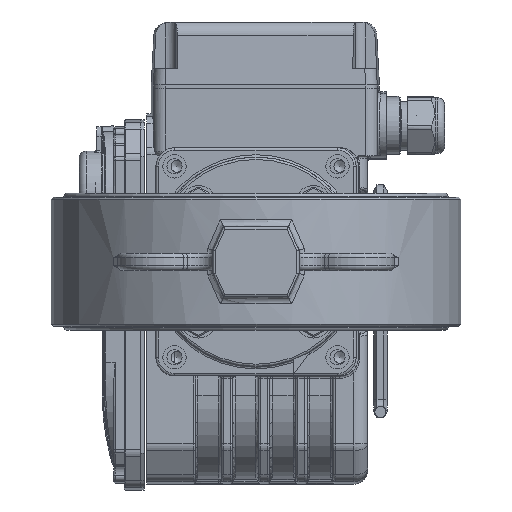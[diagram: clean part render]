
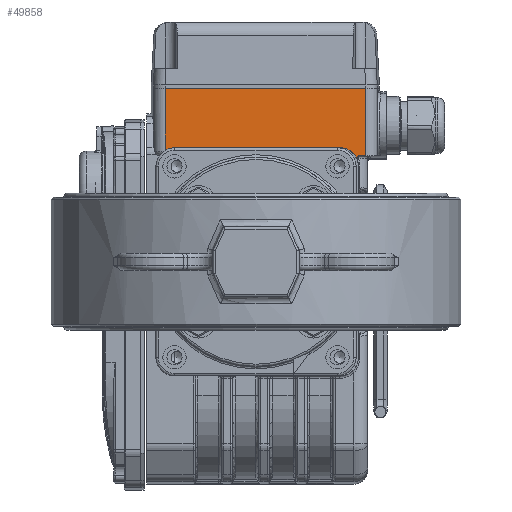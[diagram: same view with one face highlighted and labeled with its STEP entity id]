
A CAD part, front view. The second image highlights one B-rep face of the part: STEP entity #49858.
In plain terms, the highlighted face is planar.
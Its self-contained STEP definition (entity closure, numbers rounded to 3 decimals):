
#2741=CIRCLE('',#53873,1.);
#3147=CIRCLE('',#54633,8.);
#3148=CIRCLE('',#54634,8.);
#5430=LINE('',#84973,#9440);
#5780=LINE('',#86608,#9790);
#5782=LINE('',#86617,#9792);
#5783=LINE('',#86621,#9793);
#5784=LINE('',#86624,#9794);
#5785=LINE('',#86625,#9795);
#9440=VECTOR('',#61317,1000.);
#9790=VECTOR('',#62947,1000.);
#9792=VECTOR('',#62955,1000.);
#9793=VECTOR('',#62958,1000.);
#9794=VECTOR('',#62961,1000.);
#9795=VECTOR('',#62962,1000.);
#17713=ORIENTED_EDGE('',*,*,#29963,.T.);
#17714=ORIENTED_EDGE('',*,*,#29215,.T.);
#17715=ORIENTED_EDGE('',*,*,#29964,.T.);
#17716=ORIENTED_EDGE('',*,*,#29965,.T.);
#17717=ORIENTED_EDGE('',*,*,#29966,.T.);
#17718=ORIENTED_EDGE('',*,*,#29066,.T.);
#17719=ORIENTED_EDGE('',*,*,#29967,.F.);
#17720=ORIENTED_EDGE('',*,*,#29959,.F.);
#17721=ORIENTED_EDGE('',*,*,#29968,.T.);
#29066=EDGE_CURVE('',#35796,#35797,#2741,.T.);
#29215=EDGE_CURVE('',#35894,#35892,#5430,.T.);
#29959=EDGE_CURVE('',#36371,#36372,#5780,.T.);
#29963=EDGE_CURVE('',#36375,#35894,#5782,.T.);
#29964=EDGE_CURVE('',#35892,#36376,#3147,.T.);
#29965=EDGE_CURVE('',#36376,#36377,#5783,.T.);
#29966=EDGE_CURVE('',#36377,#35796,#3148,.T.);
#29967=EDGE_CURVE('',#36372,#35797,#5784,.T.);
#29968=EDGE_CURVE('',#36371,#36375,#5785,.T.);
#35796=VERTEX_POINT('',#84080);
#35797=VERTEX_POINT('',#84081);
#35892=VERTEX_POINT('',#84971);
#35894=VERTEX_POINT('',#84974);
#36371=VERTEX_POINT('',#86609);
#36372=VERTEX_POINT('',#86610);
#36375=VERTEX_POINT('',#86618);
#36376=VERTEX_POINT('',#86620);
#36377=VERTEX_POINT('',#86622);
#41606=EDGE_LOOP('',(#17713,#17714,#17715,#17716,#17717,#17718,#17719,#17720,
#17721));
#45146=FACE_BOUND('',#41606,.T.);
#47859=PLANE('',#54632);
#49858=ADVANCED_FACE('',(#45146),#47859,.T.);
#53873=AXIS2_PLACEMENT_3D('',#84079,#61026,#61027);
#54632=AXIS2_PLACEMENT_3D('',#86616,#62953,#62954);
#54633=AXIS2_PLACEMENT_3D('',#86619,#62956,#62957);
#54634=AXIS2_PLACEMENT_3D('',#86623,#62959,#62960);
#61026=DIRECTION('',(0.,0.,1.));
#61027=DIRECTION('',(-1.,0.,0.));
#61317=DIRECTION('',(0.,1.,0.));
#62947=DIRECTION('',(-1.,0.,0.));
#62953=DIRECTION('',(0.,0.,-1.));
#62954=DIRECTION('',(-1.,0.,0.));
#62955=DIRECTION('',(-1.,0.,0.));
#62956=DIRECTION('',(0.,0.,1.));
#62957=DIRECTION('',(-1.,0.,0.));
#62958=DIRECTION('',(0.,1.,0.));
#62959=DIRECTION('',(0.,0.,1.));
#62960=DIRECTION('',(-1.,0.,0.));
#62961=DIRECTION('',(0.,-1.,0.));
#62962=DIRECTION('',(0.,-1.,0.));
#84079=CARTESIAN_POINT('',(154.431,-3.708,-14.053));
#84080=CARTESIAN_POINT('',(154.042,-4.63,-14.053));
#84081=CARTESIAN_POINT('',(155.431,-3.708,-14.053));
#84971=CARTESIAN_POINT('',(157.431,-86.664,-14.053));
#84973=CARTESIAN_POINT('',(157.431,-88.614,-14.053));
#84974=CARTESIAN_POINT('',(157.431,-87.069,-14.053));
#86608=CARTESIAN_POINT('',(184.431,-0.931,-14.053));
#86609=CARTESIAN_POINT('',(184.431,-0.931,-14.053));
#86610=CARTESIAN_POINT('',(155.431,-0.931,-14.053));
#86616=CARTESIAN_POINT('',(184.431,0.,-14.053));
#86617=CARTESIAN_POINT('',(184.431,-87.069,-14.053));
#86618=CARTESIAN_POINT('',(184.431,-87.069,-14.053));
#86619=CARTESIAN_POINT('',(150.931,-82.,-14.053));
#86620=CARTESIAN_POINT('',(158.931,-82.,-14.053));
#86621=CARTESIAN_POINT('',(158.931,-82.,-14.053));
#86622=CARTESIAN_POINT('',(158.931,-12.,-14.053));
#86623=CARTESIAN_POINT('',(150.931,-12.,-14.053));
#86624=CARTESIAN_POINT('',(155.431,0.,-14.053));
#86625=CARTESIAN_POINT('',(184.431,0.,-14.053));
